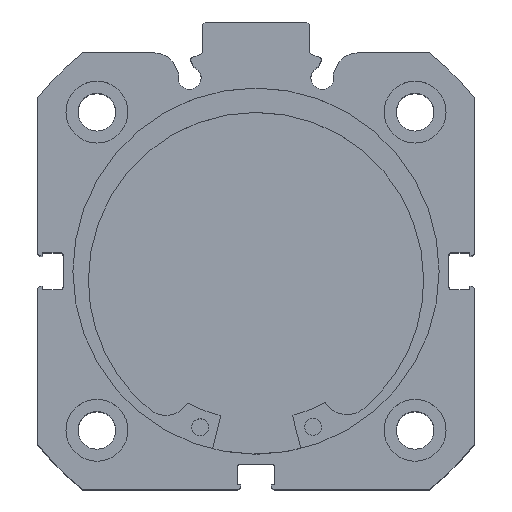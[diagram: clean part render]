
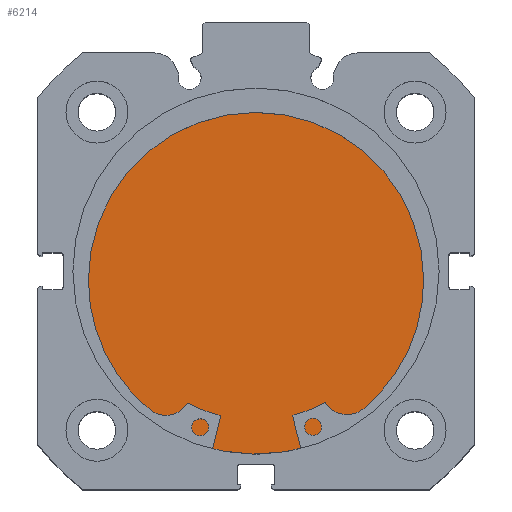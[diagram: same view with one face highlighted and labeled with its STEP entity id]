
A CAD part, top view. The second image highlights one B-rep face of the part: STEP entity #6214.
In plain terms, the highlighted face is planar.
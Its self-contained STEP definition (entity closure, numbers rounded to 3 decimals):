
#28 = ORIENTED_EDGE ( 'NONE', *, *, #6912, .F. ) ;
#44 = ORIENTED_EDGE ( 'NONE', *, *, #6901, .F. ) ;
#480 = EDGE_LOOP ( 'NONE', ( #28, #44 ) ) ;
#1946 = CARTESIAN_POINT ( 'NONE',  ( 9.5, 0., 32.5 ) ) ;
#2023 = CARTESIAN_POINT ( 'NONE',  ( 9.5, 32.5, 0. ) ) ;
#2024 = PLANE ( 'NONE',  #5774 ) ;
#2026 = DIRECTION ( 'NONE',  ( -1., 0., 0. ) ) ;
#2027 = DIRECTION ( 'NONE',  ( 0., 0., 1. ) ) ;
#3514 = FACE_OUTER_BOUND ( 'NONE', #480, .T. ) ;
#4034 = CIRCLE ( 'NONE', #6027, 32.5 ) ;
#4048 = CIRCLE ( 'NONE', #6035, 32.5 ) ;
#4553 = CARTESIAN_POINT ( 'NONE',  ( 9.5, 0., -32.5 ) ) ;
#4756 = CARTESIAN_POINT ( 'NONE',  ( 9.5, 0., 0. ) ) ;
#4763 = DIRECTION ( 'NONE',  ( -1., 0., 0. ) ) ;
#4764 = DIRECTION ( 'NONE',  ( 0., 0., 1. ) ) ;
#4791 = CARTESIAN_POINT ( 'NONE',  ( 9.5, 0., 0. ) ) ;
#4793 = DIRECTION ( 'NONE',  ( -1., 0., 0. ) ) ;
#4794 = DIRECTION ( 'NONE',  ( 0., 0., 1. ) ) ;
#5774 = AXIS2_PLACEMENT_3D ( 'NONE', #2023, #2026, #2027 ) ;
#6027 = AXIS2_PLACEMENT_3D ( 'NONE', #4756, #4763, #4764 ) ;
#6035 = AXIS2_PLACEMENT_3D ( 'NONE', #4791, #4793, #4794 ) ;
#6087 = VERTEX_POINT ( 'NONE', #1946 ) ;
#6214 = ADVANCED_FACE ( 'NONE', ( #3514 ), #2024, .F. ) ;
#6826 = VERTEX_POINT ( 'NONE', #4553 ) ;
#6901 = EDGE_CURVE ( 'NONE', #6826, #6087, #4034, .T. ) ;
#6912 = EDGE_CURVE ( 'NONE', #6087, #6826, #4048, .T. ) ;
